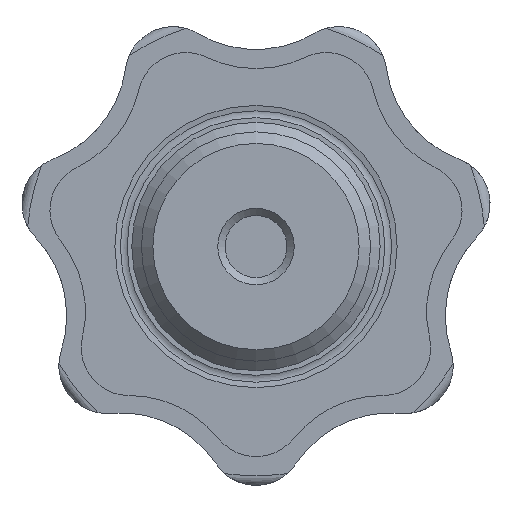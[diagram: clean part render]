
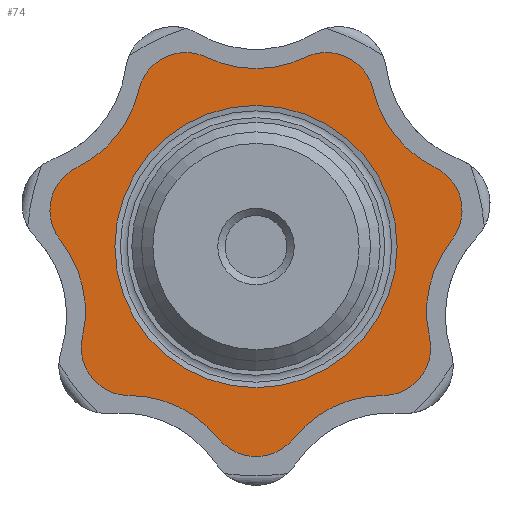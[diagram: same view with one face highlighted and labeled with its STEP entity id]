
A CAD part, front view. The second image highlights one B-rep face of the part: STEP entity #74.
In plain terms, the highlighted planar face has unit normal (0, -1, 0).
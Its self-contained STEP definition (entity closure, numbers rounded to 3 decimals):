
#74 = ADVANCED_FACE( '', ( #191, #192 ), #193, .F. );
#191 = FACE_OUTER_BOUND( '', #362, .T. );
#192 = FACE_BOUND( '', #363, .T. );
#193 = PLANE( '', #364 );
#362 = EDGE_LOOP( '', ( #527, #528, #529, #530, #531, #532, #533, #534, #535, #536, #537, #538, #539, #540 ) );
#363 = EDGE_LOOP( '', ( #541 ) );
#364 = AXIS2_PLACEMENT_3D( '', #542, #543, #544 );
#527 = ORIENTED_EDGE( '', *, *, #990, .T. );
#528 = ORIENTED_EDGE( '', *, *, #991, .F. );
#529 = ORIENTED_EDGE( '', *, *, #992, .T. );
#530 = ORIENTED_EDGE( '', *, *, #993, .F. );
#531 = ORIENTED_EDGE( '', *, *, #994, .T. );
#532 = ORIENTED_EDGE( '', *, *, #995, .F. );
#533 = ORIENTED_EDGE( '', *, *, #996, .T. );
#534 = ORIENTED_EDGE( '', *, *, #997, .F. );
#535 = ORIENTED_EDGE( '', *, *, #998, .T. );
#536 = ORIENTED_EDGE( '', *, *, #999, .F. );
#537 = ORIENTED_EDGE( '', *, *, #1000, .T. );
#538 = ORIENTED_EDGE( '', *, *, #1001, .F. );
#539 = ORIENTED_EDGE( '', *, *, #1002, .T. );
#540 = ORIENTED_EDGE( '', *, *, #1003, .F. );
#541 = ORIENTED_EDGE( '', *, *, #1004, .F. );
#542 = CARTESIAN_POINT( '', ( -10.789, 13.7, -4.354 ) );
#543 = DIRECTION( '', ( 0., 1., 0. ) );
#544 = DIRECTION( '', ( 0., 0., 1. ) );
#990 = EDGE_CURVE( '', #1172, #1173, #1174, .T. );
#991 = EDGE_CURVE( '', #1175, #1173, #1176, .T. );
#992 = EDGE_CURVE( '', #1175, #1177, #1178, .T. );
#993 = EDGE_CURVE( '', #1179, #1177, #1180, .T. );
#994 = EDGE_CURVE( '', #1179, #1181, #1182, .T. );
#995 = EDGE_CURVE( '', #1183, #1181, #1184, .T. );
#996 = EDGE_CURVE( '', #1183, #1185, #1186, .T. );
#997 = EDGE_CURVE( '', #1187, #1185, #1188, .T. );
#998 = EDGE_CURVE( '', #1187, #1189, #1190, .T. );
#999 = EDGE_CURVE( '', #1191, #1189, #1192, .T. );
#1000 = EDGE_CURVE( '', #1191, #1193, #1194, .T. );
#1001 = EDGE_CURVE( '', #1195, #1193, #1196, .T. );
#1002 = EDGE_CURVE( '', #1195, #1197, #1198, .T. );
#1003 = EDGE_CURVE( '', #1172, #1197, #1199, .T. );
#1004 = EDGE_CURVE( '', #1200, #1200, #1201, .F. );
#1172 = VERTEX_POINT( '', #1449 );
#1173 = VERTEX_POINT( '', #1450 );
#1174 = CIRCLE( '', #1451, 6. );
#1175 = VERTEX_POINT( '', #1452 );
#1176 = CIRCLE( '', #1453, 2.5 );
#1177 = VERTEX_POINT( '', #1454 );
#1178 = CIRCLE( '', #1455, 6. );
#1179 = VERTEX_POINT( '', #1456 );
#1180 = CIRCLE( '', #1457, 2.5 );
#1181 = VERTEX_POINT( '', #1458 );
#1182 = CIRCLE( '', #1459, 6. );
#1183 = VERTEX_POINT( '', #1460 );
#1184 = CIRCLE( '', #1461, 2.5 );
#1185 = VERTEX_POINT( '', #1462 );
#1186 = CIRCLE( '', #1463, 6. );
#1187 = VERTEX_POINT( '', #1464 );
#1188 = CIRCLE( '', #1465, 2.5 );
#1189 = VERTEX_POINT( '', #1466 );
#1190 = CIRCLE( '', #1467, 6. );
#1191 = VERTEX_POINT( '', #1468 );
#1192 = CIRCLE( '', #1469, 2.5 );
#1193 = VERTEX_POINT( '', #1470 );
#1194 = CIRCLE( '', #1471, 6. );
#1195 = VERTEX_POINT( '', #1472 );
#1196 = CIRCLE( '', #1473, 2.5 );
#1197 = VERTEX_POINT( '', #1474 );
#1198 = CIRCLE( '', #1475, 6. );
#1199 = CIRCLE( '', #1476, 2.5 );
#1200 = VERTEX_POINT( '', #1477 );
#1201 = CIRCLE( '', #1478, 7.386 );
#1449 = CARTESIAN_POINT( '', ( -10.241, 13.7, 0.333 ) );
#1450 = CARTESIAN_POINT( '', ( -9.083, 13.7, -4.743 ) );
#1451 = AXIS2_PLACEMENT_3D( '', #2138, #2139, #2140 );
#1452 = CARTESIAN_POINT( '', ( -6.646, 13.7, -7.8 ) );
#1453 = AXIS2_PLACEMENT_3D( '', #2141, #2142, #2143 );
#1454 = CARTESIAN_POINT( '', ( -1.955, 13.7, -10.059 ) );
#1455 = AXIS2_PLACEMENT_3D( '', #2144, #2145, #2146 );
#1456 = CARTESIAN_POINT( '', ( 1.955, 13.7, -10.059 ) );
#1457 = AXIS2_PLACEMENT_3D( '', #2147, #2148, #2149 );
#1458 = CARTESIAN_POINT( '', ( 6.646, 13.7, -7.8 ) );
#1459 = AXIS2_PLACEMENT_3D( '', #2150, #2151, #2152 );
#1460 = CARTESIAN_POINT( '', ( 9.083, 13.7, -4.743 ) );
#1461 = AXIS2_PLACEMENT_3D( '', #2153, #2154, #2155 );
#1462 = CARTESIAN_POINT( '', ( 10.241, 13.7, 0.333 ) );
#1463 = AXIS2_PLACEMENT_3D( '', #2156, #2157, #2158 );
#1464 = CARTESIAN_POINT( '', ( 9.372, 13.7, 4.144 ) );
#1465 = AXIS2_PLACEMENT_3D( '', #2159, #2160, #2161 );
#1466 = CARTESIAN_POINT( '', ( 6.125, 13.7, 8.215 ) );
#1467 = AXIS2_PLACEMENT_3D( '', #2162, #2163, #2164 );
#1468 = CARTESIAN_POINT( '', ( 2.603, 13.7, 9.911 ) );
#1469 = AXIS2_PLACEMENT_3D( '', #2165, #2166, #2167 );
#1470 = CARTESIAN_POINT( '', ( -2.603, 13.7, 9.911 ) );
#1471 = AXIS2_PLACEMENT_3D( '', #2168, #2169, #2170 );
#1472 = CARTESIAN_POINT( '', ( -6.125, 13.7, 8.215 ) );
#1473 = AXIS2_PLACEMENT_3D( '', #2171, #2172, #2173 );
#1474 = CARTESIAN_POINT( '', ( -9.372, 13.7, 4.144 ) );
#1475 = AXIS2_PLACEMENT_3D( '', #2174, #2175, #2176 );
#1476 = AXIS2_PLACEMENT_3D( '', #2177, #2178, #2179 );
#1477 = CARTESIAN_POINT( '', ( 0., 13.7, 7.386 ) );
#1478 = AXIS2_PLACEMENT_3D( '', #2180, #2181, #2182 );
#2138 = CARTESIAN_POINT( '', ( -14.932, 13.7, -3.408 ) );
#2139 = DIRECTION( '', ( 0., 1., 0. ) );
#2140 = DIRECTION( '', ( 1., 0., 0. ) );
#2141 = CARTESIAN_POINT( '', ( -6.646, 13.7, -5.3 ) );
#2142 = DIRECTION( '', ( 0., 1., 0. ) );
#2143 = DIRECTION( '', ( 1., 0., 0. ) );
#2144 = CARTESIAN_POINT( '', ( -6.646, 13.7, -13.8 ) );
#2145 = DIRECTION( '', ( 0., 1., 0. ) );
#2146 = DIRECTION( '', ( 1., 0., 0. ) );
#2147 = CARTESIAN_POINT( '', ( 0., 13.7, -8.5 ) );
#2148 = DIRECTION( '', ( 0., 1., 0. ) );
#2149 = DIRECTION( '', ( 1., 0., 0. ) );
#2150 = CARTESIAN_POINT( '', ( 6.646, 13.7, -13.8 ) );
#2151 = DIRECTION( '', ( 0., 1., 0. ) );
#2152 = DIRECTION( '', ( 1., 0., 0. ) );
#2153 = CARTESIAN_POINT( '', ( 6.646, 13.7, -5.3 ) );
#2154 = DIRECTION( '', ( 0., 1., 0. ) );
#2155 = DIRECTION( '', ( 1., 0., 0. ) );
#2156 = CARTESIAN_POINT( '', ( 14.932, 13.7, -3.408 ) );
#2157 = DIRECTION( '', ( 0., 1., 0. ) );
#2158 = DIRECTION( '', ( 1., 0., 0. ) );
#2159 = CARTESIAN_POINT( '', ( 8.287, 13.7, 1.891 ) );
#2160 = DIRECTION( '', ( 0., 1., 0. ) );
#2161 = DIRECTION( '', ( 1., 0., 0. ) );
#2162 = CARTESIAN_POINT( '', ( 11.975, 13.7, 9.55 ) );
#2163 = DIRECTION( '', ( 0., 1., 0. ) );
#2164 = DIRECTION( '', ( 1., 0., 0. ) );
#2165 = CARTESIAN_POINT( '', ( 3.688, 13.7, 7.658 ) );
#2166 = DIRECTION( '', ( 0., 1., 0. ) );
#2167 = DIRECTION( '', ( 1., 0., 0. ) );
#2168 = CARTESIAN_POINT( '', ( 0., 13.7, 15.316 ) );
#2169 = DIRECTION( '', ( 0., 1., 0. ) );
#2170 = DIRECTION( '', ( 1., 0., 0. ) );
#2171 = CARTESIAN_POINT( '', ( -3.688, 13.7, 7.658 ) );
#2172 = DIRECTION( '', ( 0., 1., 0. ) );
#2173 = DIRECTION( '', ( 1., 0., 0. ) );
#2174 = CARTESIAN_POINT( '', ( -11.975, 13.7, 9.55 ) );
#2175 = DIRECTION( '', ( 0., 1., 0. ) );
#2176 = DIRECTION( '', ( 1., 0., 0. ) );
#2177 = CARTESIAN_POINT( '', ( -8.287, 13.7, 1.891 ) );
#2178 = DIRECTION( '', ( 0., 1., 0. ) );
#2179 = DIRECTION( '', ( 1., 0., 0. ) );
#2180 = CARTESIAN_POINT( '', ( 0., 13.7, 0. ) );
#2181 = DIRECTION( '', ( 0., 1., 0. ) );
#2182 = DIRECTION( '', ( 0., 0., 1. ) );
